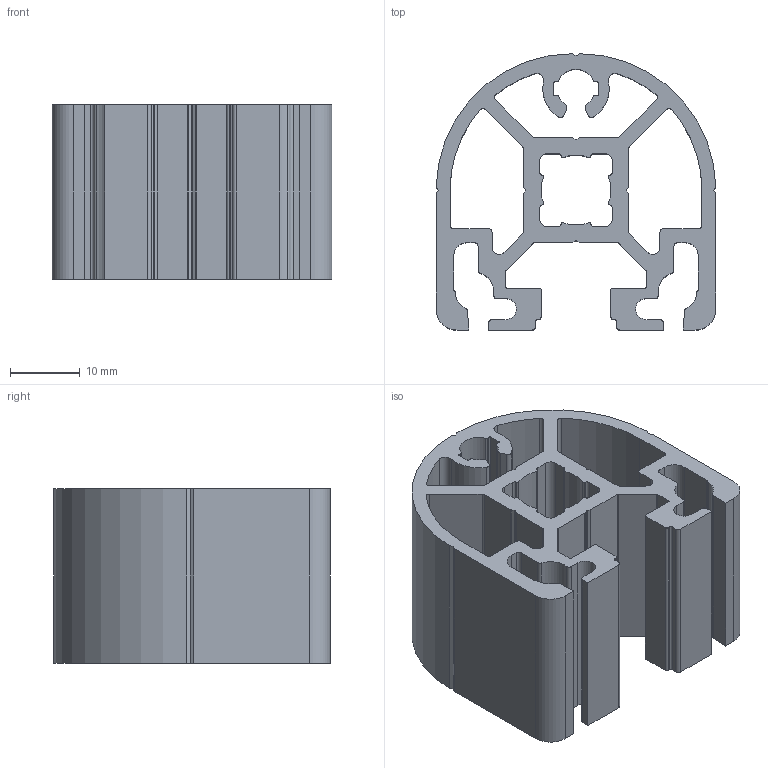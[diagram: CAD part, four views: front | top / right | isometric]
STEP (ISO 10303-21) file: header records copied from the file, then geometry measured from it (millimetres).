
FILE_DESCRIPTION((''),'2;1');
FILE_NAME('40x40HR.ipt.stp','2011-06-06T11:21:18',(''),(''),'Autodesk Inventor 2011','Autodesk Inventor 2011','');
FILE_SCHEMA(('AUTOMOTIVE_DESIGN { 1 0 10303 214 1 1 1 1 }'));
Length unit declared in the file: millimetre
Products named in the file (1): 40x40HR
Bounding box: 40 x 39.5 x 25 mm (x, y, z)
Volume: 13774.5 mm3; surface area: 12884.9 mm2
Topology: 1 solids, 1 shells, 209 faces, 621 edges, 414 vertices
Faces by surface type: cylinder 117, plane 92
Entity records: 7131 total; most frequent: DIRECTION 1275, CARTESIAN_POINT 1245, ORIENTED_EDGE 1242, EDGE_CURVE 621, AXIS2_PLACEMENT_3D 444, VERTEX_POINT 414, VECTOR 387, LINE 387
